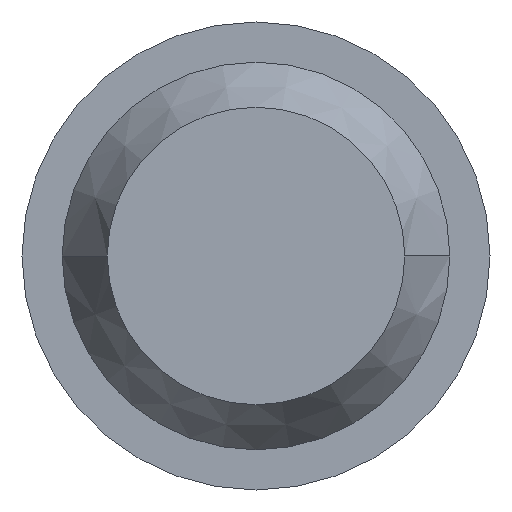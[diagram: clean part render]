
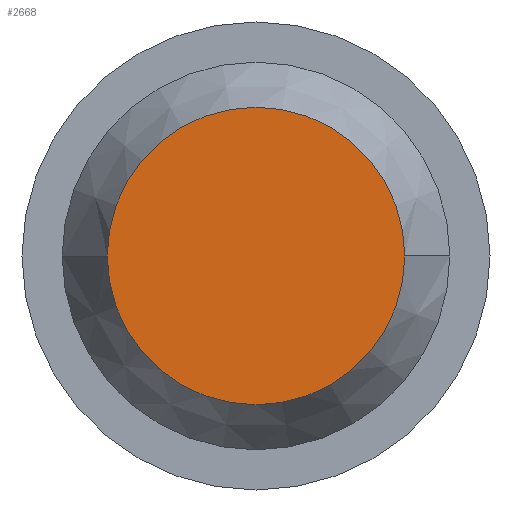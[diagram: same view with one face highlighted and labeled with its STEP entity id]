
A CAD part, front view. The second image highlights one B-rep face of the part: STEP entity #2668.
In plain terms, the highlighted planar face has unit normal (0, -1, 0).
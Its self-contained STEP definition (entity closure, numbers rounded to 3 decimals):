
#78 = AXIS2_PLACEMENT_3D ( 'NONE', #661, #1922, #346 ) ;
#279 = CIRCLE ( 'NONE', #78, 1.908 ) ;
#346 = DIRECTION ( 'NONE',  ( -1., 0., 0. ) ) ;
#531 = VERTEX_POINT ( 'NONE', #3204 ) ;
#661 = CARTESIAN_POINT ( 'NONE',  ( 0., -10., 0. ) ) ;
#759 = CARTESIAN_POINT ( 'NONE',  ( 0., -10., 0. ) ) ;
#841 = ORIENTED_EDGE ( 'NONE', *, *, #4148, .F. ) ;
#1147 = FACE_OUTER_BOUND ( 'NONE', #2471, .T. ) ;
#1630 = VERTEX_POINT ( 'NONE', #1951 ) ;
#1844 = CIRCLE ( 'NONE', #1891, 1.908 ) ;
#1880 = CARTESIAN_POINT ( 'NONE',  ( -1.908, -10., 0. ) ) ;
#1891 = AXIS2_PLACEMENT_3D ( 'NONE', #759, #3697, #3172 ) ;
#1922 = DIRECTION ( 'NONE',  ( 0., 1., 0. ) ) ;
#1951 = CARTESIAN_POINT ( 'NONE',  ( -1.908, -10., 0. ) ) ;
#2195 = DIRECTION ( 'NONE',  ( 1., 0., 0. ) ) ;
#2471 = EDGE_LOOP ( 'NONE', ( #841, #2521 ) ) ;
#2521 = ORIENTED_EDGE ( 'NONE', *, *, #2892, .F. ) ;
#2557 = DIRECTION ( 'NONE',  ( 0., -1., 0. ) ) ;
#2668 = ADVANCED_FACE ( 'Defeature ausgef�hrt1_5', ( #1147 ), #4152, .T. ) ;
#2892 = EDGE_CURVE ( 'Defeature ausgef�hrt1_4+Defeature ausgef�hrt1_5+Defeature ausgef�hrt1_5+Defeature ausgef�hrt1_5', #531, #1630, #279, .T. ) ;
#3172 = DIRECTION ( 'NONE',  ( -1., 0., 0. ) ) ;
#3204 = CARTESIAN_POINT ( 'NONE',  ( 1.908, -10., 0. ) ) ;
#3610 = AXIS2_PLACEMENT_3D ( 'NONE', #1880, #2557, #2195 ) ;
#3697 = DIRECTION ( 'NONE',  ( 0., 1., 0. ) ) ;
#4148 = EDGE_CURVE ( 'Defeature ausgef�hrt1_4+Defeature ausgef�hrt1_5+Defeature ausgef�hrt1_5+Defeature ausgef�hrt1_5', #1630, #531, #1844, .T. ) ;
#4152 = PLANE ( 'NONE',  #3610 ) ;
